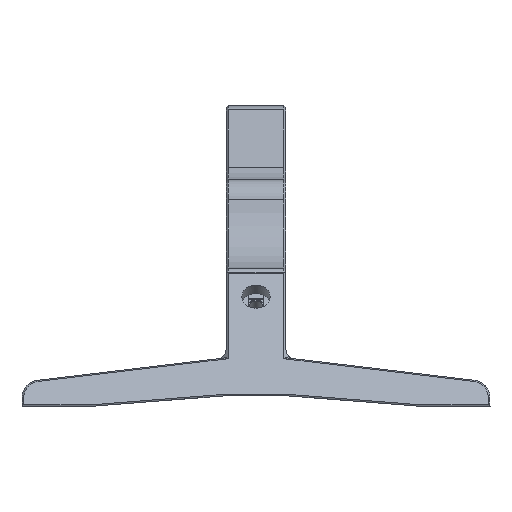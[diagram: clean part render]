
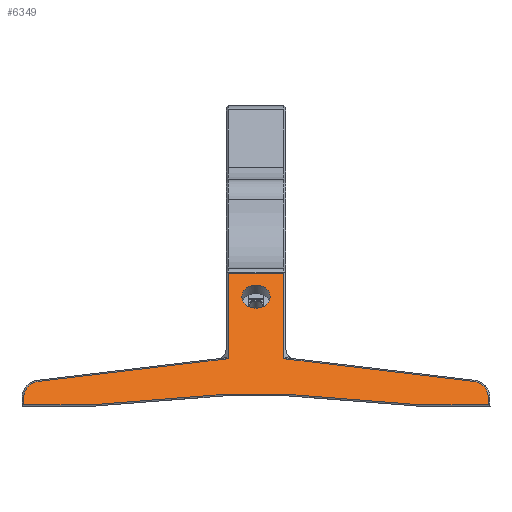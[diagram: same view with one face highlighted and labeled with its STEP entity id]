
A CAD part, front view. The second image highlights one B-rep face of the part: STEP entity #6349.
In plain terms, the highlighted planar face has unit normal (0, -0.819, 0.574).
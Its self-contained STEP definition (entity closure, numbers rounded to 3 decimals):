
#109=B_SPLINE_CURVE_WITH_KNOTS('',3,(#10271,#10272,#10273,#10274,#10275),
 .UNSPECIFIED.,.F.,.F.,(4,1,4),(0.132,0.73,1.529),
 .UNSPECIFIED.);
#112=B_SPLINE_CURVE_WITH_KNOTS('',3,(#10377,#10378,#10379,#10380,#10381),
 .UNSPECIFIED.,.F.,.F.,(4,1,4),(-1.529,-0.93,-0.132),
 .UNSPECIFIED.);
#222=FACE_BOUND('',#1077,.T.);
#385=CIRCLE('',#6864,3.);
#386=CIRCLE('',#6873,4.465);
#387=CIRCLE('',#6880,4.465);
#689=FACE_OUTER_BOUND('',#1076,.T.);
#1076=EDGE_LOOP('',(#5368,#5369,#5370,#5371,#5372,#5373,#5374,#5375,#5376,
#5377,#5378,#5379,#5380,#5381,#5382,#5383,#5384,#5385));
#1077=EDGE_LOOP('',(#5386));
#1618=LINE('',#10193,#2289);
#1622=LINE('',#10201,#2293);
#1625=LINE('',#10206,#2296);
#1629=LINE('',#10214,#2300);
#1633=LINE('',#10222,#2304);
#1636=LINE('',#10228,#2307);
#1639=LINE('',#10234,#2310);
#1647=LINE('',#10306,#2318);
#1649=LINE('',#10310,#2320);
#1653=LINE('',#10317,#2324);
#1656=LINE('',#10323,#2327);
#1660=LINE('',#10330,#2331);
#1662=LINE('',#10348,#2333);
#1665=LINE('',#10405,#2336);
#2289=VECTOR('',#8306,10.);
#2293=VECTOR('',#8312,10.);
#2296=VECTOR('',#8317,10.);
#2300=VECTOR('',#8323,10.);
#2304=VECTOR('',#8329,10.);
#2307=VECTOR('',#8334,10.);
#2310=VECTOR('',#8339,10.);
#2318=VECTOR('',#8351,10.);
#2320=VECTOR('',#8355,10.);
#2324=VECTOR('',#8361,10.);
#2327=VECTOR('',#8366,10.);
#2331=VECTOR('',#8372,10.);
#2333=VECTOR('',#8374,10.);
#2336=VECTOR('',#8377,10.);
#2921=VERTEX_POINT('',#10181);
#2924=VERTEX_POINT('',#10190);
#2925=VERTEX_POINT('',#10192);
#2928=VERTEX_POINT('',#10200);
#2929=VERTEX_POINT('',#10205);
#2932=VERTEX_POINT('',#10213);
#2935=VERTEX_POINT('',#10221);
#2937=VERTEX_POINT('',#10227);
#2939=VERTEX_POINT('',#10233);
#2942=VERTEX_POINT('',#10260);
#2945=VERTEX_POINT('',#10269);
#2948=VERTEX_POINT('',#10303);
#2949=VERTEX_POINT('',#10305);
#2950=VERTEX_POINT('',#10309);
#2952=VERTEX_POINT('',#10316);
#2954=VERTEX_POINT('',#10322);
#2956=VERTEX_POINT('',#10329);
#2958=VERTEX_POINT('',#10374);
#2959=VERTEX_POINT('',#10376);
#3732=EDGE_CURVE('',#2921,#2921,#385,.T.);
#3737=EDGE_CURVE('',#2924,#2925,#1618,.T.);
#3741=EDGE_CURVE('',#2925,#2928,#1622,.T.);
#3744=EDGE_CURVE('',#2928,#2929,#1625,.T.);
#3748=EDGE_CURVE('',#2929,#2932,#1629,.T.);
#3752=EDGE_CURVE('',#2932,#2935,#1633,.T.);
#3755=EDGE_CURVE('',#2935,#2937,#1636,.T.);
#3758=EDGE_CURVE('',#2937,#2939,#1639,.T.);
#3765=EDGE_CURVE('',#2945,#2942,#109,.T.);
#3766=EDGE_CURVE('',#2942,#2924,#386,.T.);
#3770=EDGE_CURVE('',#2948,#2949,#1647,.T.);
#3772=EDGE_CURVE('',#2949,#2950,#1649,.T.);
#3776=EDGE_CURVE('',#2950,#2952,#1653,.T.);
#3779=EDGE_CURVE('',#2952,#2954,#1656,.T.);
#3783=EDGE_CURVE('',#2954,#2956,#1660,.T.);
#3785=EDGE_CURVE('',#2956,#2945,#1662,.T.);
#3788=EDGE_CURVE('',#2958,#2959,#112,.T.);
#3791=EDGE_CURVE('',#2959,#2948,#1665,.T.);
#3793=EDGE_CURVE('',#2939,#2958,#387,.T.);
#5368=ORIENTED_EDGE('',*,*,#3788,.F.);
#5369=ORIENTED_EDGE('',*,*,#3793,.F.);
#5370=ORIENTED_EDGE('',*,*,#3758,.F.);
#5371=ORIENTED_EDGE('',*,*,#3755,.F.);
#5372=ORIENTED_EDGE('',*,*,#3752,.F.);
#5373=ORIENTED_EDGE('',*,*,#3748,.F.);
#5374=ORIENTED_EDGE('',*,*,#3744,.F.);
#5375=ORIENTED_EDGE('',*,*,#3741,.F.);
#5376=ORIENTED_EDGE('',*,*,#3737,.F.);
#5377=ORIENTED_EDGE('',*,*,#3766,.F.);
#5378=ORIENTED_EDGE('',*,*,#3765,.F.);
#5379=ORIENTED_EDGE('',*,*,#3785,.F.);
#5380=ORIENTED_EDGE('',*,*,#3783,.F.);
#5381=ORIENTED_EDGE('',*,*,#3779,.F.);
#5382=ORIENTED_EDGE('',*,*,#3776,.F.);
#5383=ORIENTED_EDGE('',*,*,#3772,.F.);
#5384=ORIENTED_EDGE('',*,*,#3770,.F.);
#5385=ORIENTED_EDGE('',*,*,#3791,.F.);
#5386=ORIENTED_EDGE('',*,*,#3732,.T.);
#6007=PLANE('',#6886);
#6349=ADVANCED_FACE('',(#689,#222),#6007,.T.);
#6864=AXIS2_PLACEMENT_3D('',#10182,#8296,#8297);
#6873=AXIS2_PLACEMENT_3D('',#10292,#8345,#8346);
#6880=AXIS2_PLACEMENT_3D('',#10423,#8380,#8381);
#6886=AXIS2_PLACEMENT_3D('',#10440,#8397,#8398);
#8296=DIRECTION('center_axis',(0.,0.819,-0.574));
#8297=DIRECTION('ref_axis',(0.,-0.574,-0.819));
#8306=DIRECTION('',(0.,-0.574,-0.819));
#8312=DIRECTION('',(-1.,0.,0.));
#8317=DIRECTION('',(-0.995,0.055,0.078));
#8323=DIRECTION('',(-1.,0.,0.));
#8329=DIRECTION('',(-0.995,-0.055,-0.078));
#8334=DIRECTION('',(-1.,0.,0.));
#8339=DIRECTION('',(0.,0.574,0.819));
#8345=DIRECTION('center_axis',(0.,0.819,-0.574));
#8346=DIRECTION('ref_axis',(1.,0.,0.));
#8351=DIRECTION('',(0.989,0.083,0.118));
#8355=DIRECTION('',(0.,0.574,0.819));
#8361=DIRECTION('',(1.,0.,0.));
#8366=DIRECTION('',(0.,-0.574,-0.819));
#8372=DIRECTION('',(0.989,-0.083,-0.118));
#8374=DIRECTION('',(0.989,-0.083,-0.118));
#8377=DIRECTION('',(0.989,0.083,0.118));
#8380=DIRECTION('center_axis',(0.,0.819,
-0.574));
#8381=DIRECTION('ref_axis',(-0.999,0.022,0.031));
#8397=DIRECTION('center_axis',(0.,-0.819,0.574));
#8398=DIRECTION('ref_axis',(1.,0.,0.));
#10181=CARTESIAN_POINT('',(-470.375,26.32,17.355));
#10182=CARTESIAN_POINT('Origin',(-470.375,24.599,14.898));
#10190=CARTESIAN_POINT('',(-420.775,9.634,-6.474));
#10192=CARTESIAN_POINT('',(-420.775,8.424,-8.202));
#10193=CARTESIAN_POINT('',(-420.775,14.196,0.041));
#10200=CARTESIAN_POINT('',(-435.356,8.424,-8.202));
#10201=CARTESIAN_POINT('',(-452.875,8.424,-8.202));
#10205=CARTESIAN_POINT('',(-463.981,10.002,-5.949));
#10206=CARTESIAN_POINT('',(-467.985,10.222,-5.634));
#10213=CARTESIAN_POINT('',(-476.769,10.002,-5.949));
#10214=CARTESIAN_POINT('',(-473.563,10.002,-5.949));
#10221=CARTESIAN_POINT('',(-505.394,8.424,-8.202));
#10222=CARTESIAN_POINT('',(-487.077,9.434,-6.761));
#10227=CARTESIAN_POINT('',(-519.975,8.424,-8.202));
#10228=CARTESIAN_POINT('',(-495.375,8.424,-8.202));
#10233=CARTESIAN_POINT('',(-519.975,9.634,-6.474));
#10234=CARTESIAN_POINT('',(-519.975,16.024,2.652));
#10260=CARTESIAN_POINT('',(-420.778,9.732,-6.334));
#10269=CARTESIAN_POINT('',(-423.907,11.916,-3.216));
#10271=CARTESIAN_POINT('Ctrl Pts',(-423.907,11.916,-3.216));
#10272=CARTESIAN_POINT('Ctrl Pts',(-423.203,11.857,-3.3));
#10273=CARTESIAN_POINT('Ctrl Pts',(-421.614,11.399,-3.954));
#10274=CARTESIAN_POINT('Ctrl Pts',(-420.819,10.349,-5.453));
#10275=CARTESIAN_POINT('Ctrl Pts',(-420.778,9.732,-6.334));
#10292=CARTESIAN_POINT('Origin',(-425.24,9.634,-6.474));
#10303=CARTESIAN_POINT('',(-516.818,11.918,-3.213));
#10305=CARTESIAN_POINT('',(-476.35,15.31,1.631));
#10306=CARTESIAN_POINT('',(-472.986,15.592,2.034));
#10309=CARTESIAN_POINT('',(-476.35,28.041,19.813));
#10310=CARTESIAN_POINT('',(-476.35,24.234,14.376));
#10316=CARTESIAN_POINT('',(-464.4,28.041,19.813));
#10317=CARTESIAN_POINT('',(-467.188,28.041,19.813));
#10322=CARTESIAN_POINT('',(-464.4,15.31,1.631));
#10323=CARTESIAN_POINT('',(-464.4,17.853,5.263));
#10329=CARTESIAN_POINT('',(-423.932,11.918,-3.213));
#10330=CARTESIAN_POINT('',(-445.951,13.763,-0.577));
#10348=CARTESIAN_POINT('',(-423.932,11.918,-3.213));
#10374=CARTESIAN_POINT('',(-519.972,9.732,-6.334));
#10376=CARTESIAN_POINT('',(-516.843,11.916,-3.216));
#10377=CARTESIAN_POINT('Ctrl Pts',(-519.972,9.732,-6.334));
#10378=CARTESIAN_POINT('Ctrl Pts',(-519.941,10.195,-5.673));
#10379=CARTESIAN_POINT('Ctrl Pts',(-519.339,11.261,-4.151));
#10380=CARTESIAN_POINT('Ctrl Pts',(-517.782,11.837,-3.328));
#10381=CARTESIAN_POINT('Ctrl Pts',(-516.843,11.916,-3.216));
#10405=CARTESIAN_POINT('',(-516.843,11.916,-3.216));
#10423=CARTESIAN_POINT('Origin',(-515.51,9.634,-6.474));
#10440=CARTESIAN_POINT('Origin',(-470.375,18.233,5.805));
